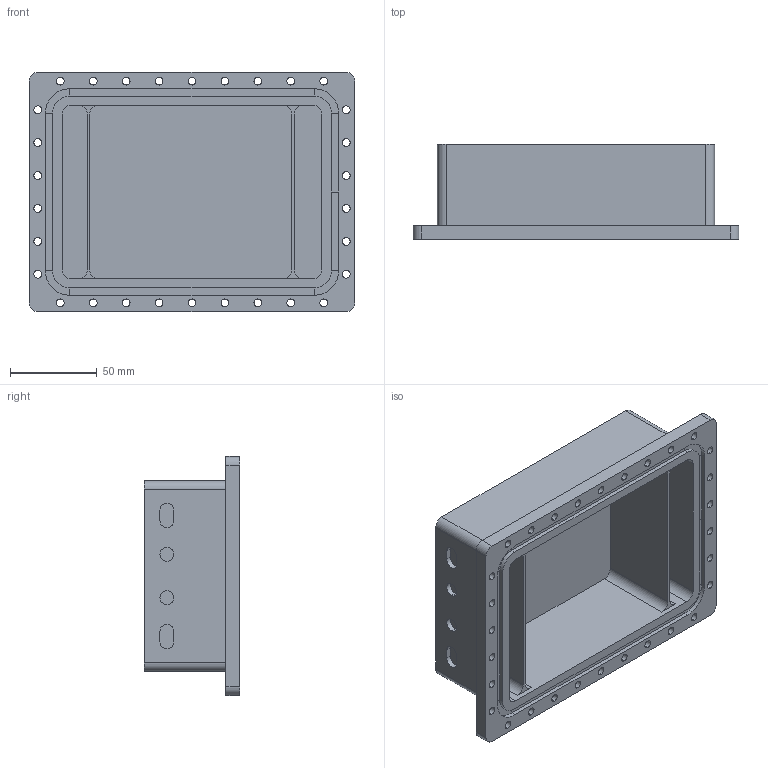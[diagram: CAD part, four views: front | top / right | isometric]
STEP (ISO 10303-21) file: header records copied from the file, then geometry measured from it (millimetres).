
FILE_DESCRIPTION (( 'STEP AP214' ), '1' );
FILE_NAME ('SCAN-Bloc supérieur - Boîtier élec-porteur-REM.STEP', '2021-09-03T13:29:53', ( '' ), ( '' ), 'SwSTEP 2.0', 'SolidWorks 2021', '' );
FILE_SCHEMA (( 'AUTOMOTIVE_DESIGN' ));
Length unit declared in the file: millimetre
Products named in the file (1): SCAN-Bloc supérieur - Boîtier élec-porteur-REM
Bounding box: 188 x 55 x 138 mm (x, y, z)
Volume: 290081 mm3; surface area: 129806.5 mm2
Topology: 1 solids, 1 shells, 156 faces, 420 edges, 274 vertices
Faces by surface type: cylinder 101, plane 55
Entity records: 5116 total; most frequent: DIRECTION 936, CARTESIAN_POINT 851, ORIENTED_EDGE 840, EDGE_CURVE 420, AXIS2_PLACEMENT_3D 359, VERTEX_POINT 274, EDGE_LOOP 224, VECTOR 218
